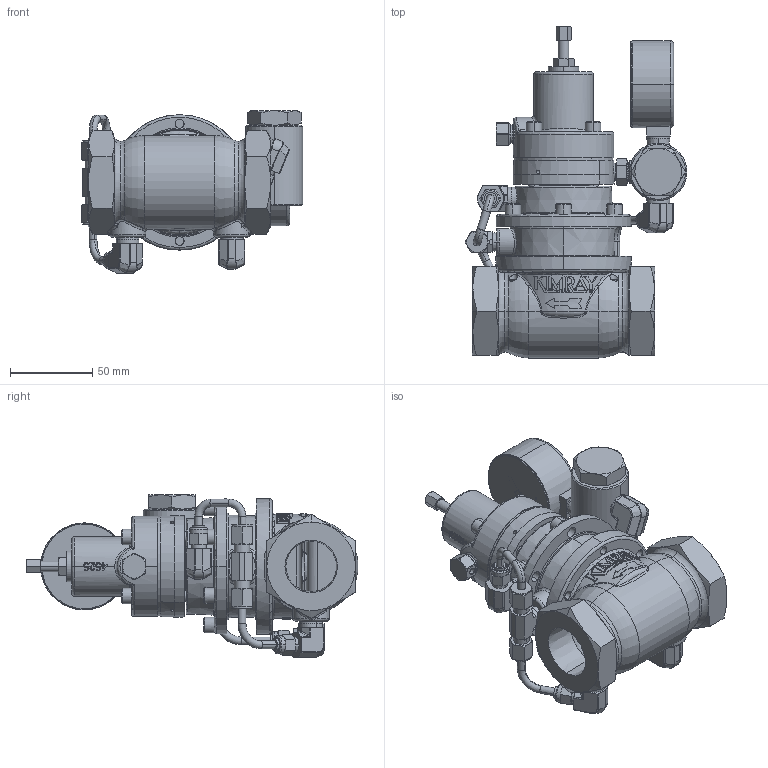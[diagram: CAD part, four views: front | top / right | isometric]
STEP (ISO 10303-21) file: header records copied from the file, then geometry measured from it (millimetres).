
FILE_DESCRIPTION (( 'STEP AP203' ), '1' );
FILE_NAME ('1 INCH 130 SGT BP-NV-D (ALD).STEP', '2018-12-13T22:51:56', ( '' ), ( '' ), 'SwSTEP 2.0', 'SolidWorks 2018', '' );
FILE_SCHEMA (( 'CONFIG_CONTROL_DESIGN' ));
Length unit declared in the file: inch
Products named in the file (1): 1 INCH 130 SGT BP-NV-D (ALD)
Bounding box: 135.26 x 202.42 x 99.02 mm (x, y, z)
Volume: 550679.4 mm3; surface area: 162712.7 mm2
Topology: 2 solids, 18 shells, 3612 faces, 9277 edges, 5884 vertices
Faces by surface type: plane 1719, cylinder 762, bspline 611, cone 338, torus 145, sphere 37
Entity records: 141350 total; most frequent: CARTESIAN_POINT 58060, ORIENTED_EDGE 18380, DIRECTION 15715, EDGE_CURVE 9190, VERTEX_POINT 5884, AXIS2_PLACEMENT_3D 5507, VECTOR 4701, LINE 4701
